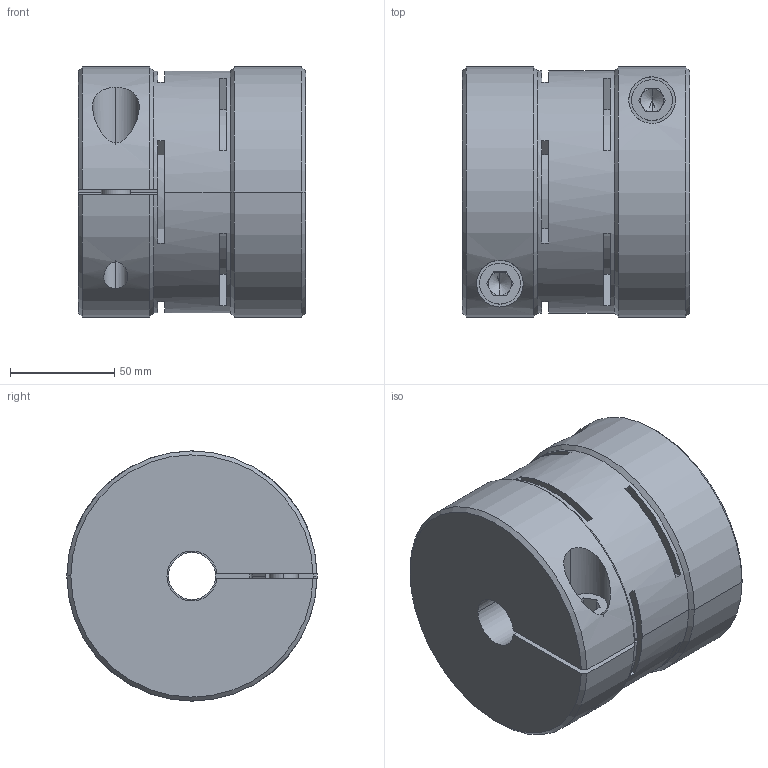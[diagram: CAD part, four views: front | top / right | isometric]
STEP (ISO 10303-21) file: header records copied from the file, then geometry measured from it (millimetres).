
FILE_DESCRIPTION(('STEP AP203'),'1');
FILE_NAME('23022-700.stp','2021-03-30T08:57:48',('TraceParts'),('TraceParts S.A.'),'Spatial InterOp 3D',' ',' ');
FILE_SCHEMA(('CONFIG_CONTROL_DESIGN'));
Length unit declared in the file: millimetre
Products named in the file (1): 1
Bounding box: 109 x 120 x 119.99 mm (x, y, z)
Volume: 1037533.4 mm3; surface area: 112008.8 mm2
Topology: 1 solids, 1 shells, 135 faces, 338 edges, 215 vertices
Faces by surface type: plane 75, cylinder 40, cone 16, torus 4
Entity records: 4321 total; most frequent: CARTESIAN_POINT 973, DIRECTION 723, ORIENTED_EDGE 668, EDGE_CURVE 334, AXIS2_PLACEMENT_3D 269, VERTEX_POINT 215, LINE 185, VECTOR 185
